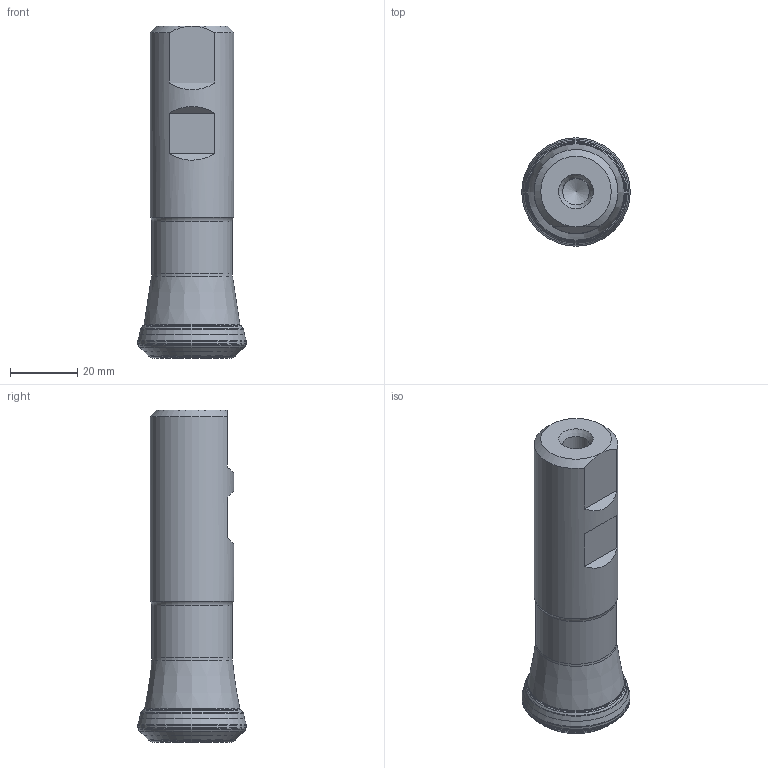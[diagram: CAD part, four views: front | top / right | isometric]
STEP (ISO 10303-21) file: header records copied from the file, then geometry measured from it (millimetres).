
FILE_DESCRIPTION(/* description */ (''),/* implementation_level */ '2;1');
FILE_NAME(/* name */ '25N2R042B25_SHN06C_C_115009563ndi000_00_SIM.stp',/* time_stamp */ '2020-01-07T09:53:52+01:00',/* author */ (''),/* organization */ (''),/* preprocessor_version */ 'ST-DEVELOPER v16.7',/* originating_system */ 'SIEMENS PLM Software NX 12.0',/* authorisation */ '');
FILE_SCHEMA (('AUTOMOTIVE_DESIGN { 1 0 10303 214 3 1 1 1 }'));
Length unit declared in the file: millimetre
Products named in the file (1): hc7251A850D9qafs
Bounding box: 32.32 x 32.32 x 99 mm (x, y, z)
Volume: 50436.1 mm3; surface area: 13210.6 mm2
Topology: 2 solids, 2 shells, 77 faces, 153 edges, 79 vertices
Faces by surface type: revolution 52, cone 9, plane 7, torus 6, cylinder 3
Full cylindrical faces by diameter (mm): 8 x1, 24 x1, 25 x1
Entity records: 1936 total; most frequent: CARTESIAN_POINT 558, DIRECTION 259, ORIENTED_EDGE 166, EDGE_LOOP 147, FACE_BOUND 141, AXIS2_PLACEMENT_3D 100, EDGE_CURVE 83, VERTEX_POINT 79
